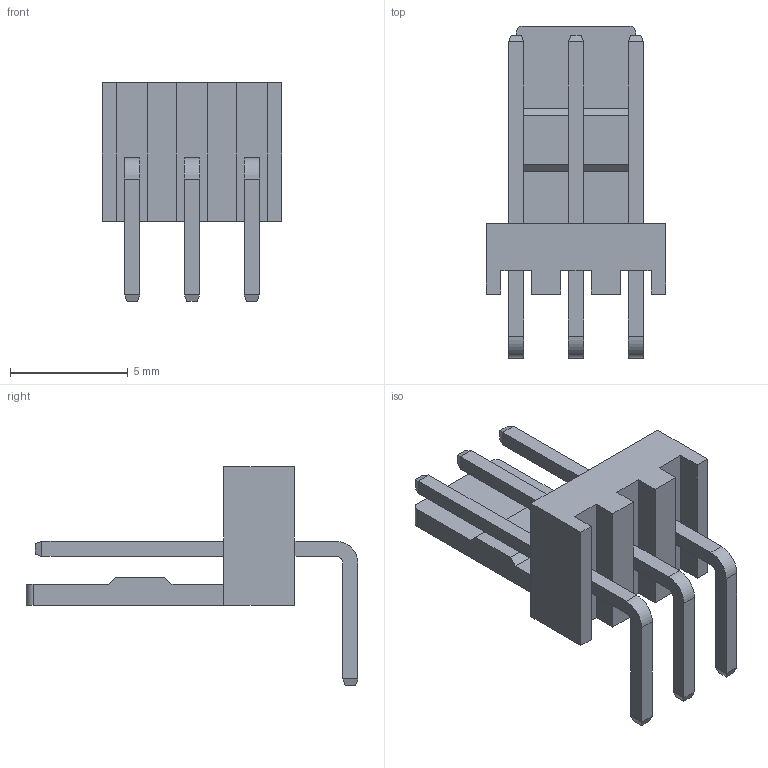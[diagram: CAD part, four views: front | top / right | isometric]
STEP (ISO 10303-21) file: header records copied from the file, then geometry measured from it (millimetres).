
FILE_DESCRIPTION (( 'STEP AP214' ), '1' );
FILE_NAME ('User Library-DS1070-3MR (WF-3RA CONNFLY).STEP', '2019-01-04T11:01:55', ( '' ), ( '' ), 'SwSTEP 2.0', 'SolidWorks 2018', '' );
FILE_SCHEMA (( 'AUTOMOTIVE_DESIGN' ));
Length unit declared in the file: millimetre
Products named in the file (1): User Library-DS1070-3MR (WF-3RA CONNFLY)
Bounding box: 7.62 x 14.1 x 9.3 mm (x, y, z)
Volume: 174.5 mm3; surface area: 429.7 mm2
Topology: 1 solids, 1 shells, 94 faces, 234 edges, 148 vertices
Faces by surface type: plane 86, cylinder 8
Entity records: 3064 total; most frequent: CARTESIAN_POINT 477, ORIENTED_EDGE 468, DIRECTION 440, EDGE_CURVE 234, LINE 218, VECTOR 218, VERTEX_POINT 148, AXIS2_PLACEMENT_3D 111
